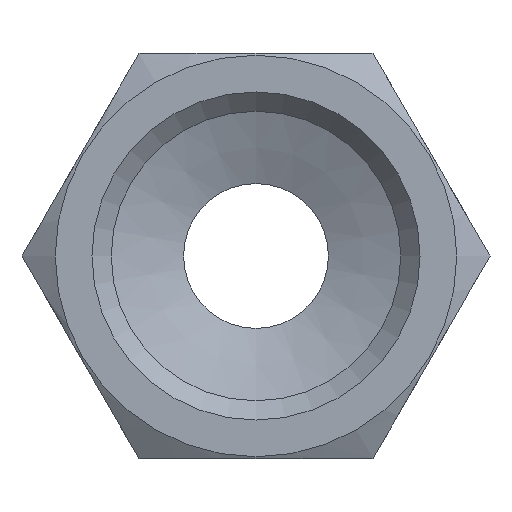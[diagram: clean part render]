
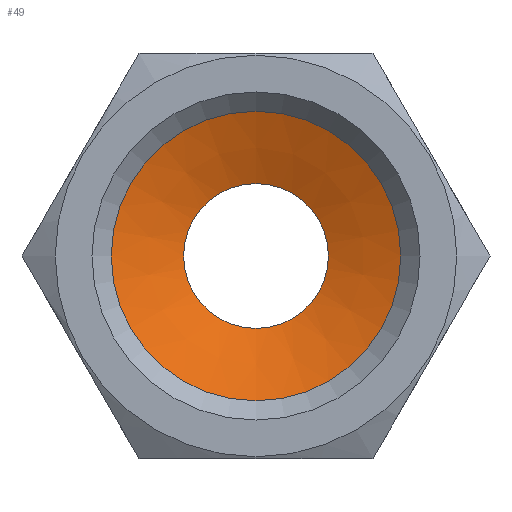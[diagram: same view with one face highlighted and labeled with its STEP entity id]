
A CAD part, front view. The second image highlights one B-rep face of the part: STEP entity #49.
In plain terms, the highlighted conical face has half-angle 68 degrees and reference radius 7.5 mm.
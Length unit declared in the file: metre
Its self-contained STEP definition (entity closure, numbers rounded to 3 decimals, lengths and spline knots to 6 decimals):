
#49 = ADVANCED_FACE( 'NONE', ( #116, #117 ), #118, .F. );
#116 = FACE_OUTER_BOUND( '', #217, .T. );
#117 = FACE_BOUND( '', #218, .T. );
#118 = CONICAL_SURFACE( '', #219, 0.0075, 1.187 );
#217 = EDGE_LOOP( '', ( #312 ) );
#218 = EDGE_LOOP( '', ( #313 ) );
#219 = AXIS2_PLACEMENT_3D( '', #314, #315, #316 );
#312 = ORIENTED_EDGE( '', *, *, #492, .T. );
#313 = ORIENTED_EDGE( '', *, *, #493, .F. );
#314 = CARTESIAN_POINT( '', ( 0., 0.0125, 0. ) );
#315 = DIRECTION( '', ( 0., -1., 0. ) );
#316 = DIRECTION( '', ( 0., 0., -1. ) );
#492 = EDGE_CURVE( 'NONE', #557, #557, #558, .T. );
#493 = EDGE_CURVE( 'NONE', #559, #559, #560, .T. );
#557 = VERTEX_POINT( '', #656 );
#558 = CIRCLE( '', #657, 0.0075 );
#559 = VERTEX_POINT( '', #658 );
#560 = CIRCLE( '', #659, 0.00375 );
#656 = CARTESIAN_POINT( '', ( 0., 0.0125, -0.0075 ) );
#657 = AXIS2_PLACEMENT_3D( '', #856, #857, #858 );
#658 = CARTESIAN_POINT( '', ( 0., 0.014015, -0.00375 ) );
#659 = AXIS2_PLACEMENT_3D( '', #859, #860, #861 );
#856 = CARTESIAN_POINT( '', ( 0., 0.0125, 0. ) );
#857 = DIRECTION( '', ( 0., -1., 0. ) );
#858 = DIRECTION( '', ( 0., 0., -1. ) );
#859 = CARTESIAN_POINT( '', ( 0., 0.014015, 0. ) );
#860 = DIRECTION( '', ( 0., -1., 0. ) );
#861 = DIRECTION( '', ( 0., 0., -1. ) );
